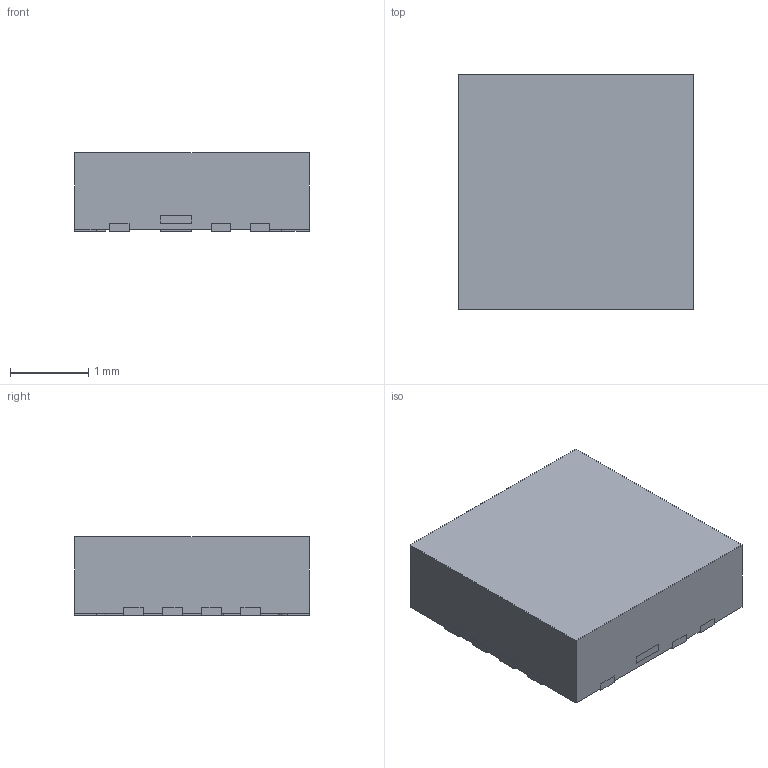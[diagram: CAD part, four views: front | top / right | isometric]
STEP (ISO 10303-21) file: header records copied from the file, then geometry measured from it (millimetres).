
FILE_DESCRIPTION((''),'2;1');
FILE_NAME('RPA0010A_ASM','2019-11-15T07:50:12',('a0412086'),(''),'CREO PARAMETRIC BY PTC INC, 2018020','CREO PARAMETRIC BY PTC INC, 2018020','');
FILE_SCHEMA(('AUTOMOTIVE_DESIGN { 1 0 10303 214 1 1 1 1 }'));
Length unit declared in the file: millimetre
Products named in the file (3): FRAME; MOLD; RPA0010A_ASM
Assembly tree (2 placements, depth 2):
  RPA0010A_ASM
    FRAME
    MOLD
Bounding box: 3 x 3 x 1 mm (x, y, z)
Volume: 8.8 mm3; surface area: 39.4 mm2
Topology: 13 solids, 13 shells, 158 faces, 390 edges, 260 vertices
Faces by surface type: plane 140, cylinder 18
Entity records: 6131 total; most frequent: CARTESIAN_POINT 820, ORIENTED_EDGE 780, DIRECTION 752, PRESENTATION_STYLE_ASSIGNMENT 417, STYLED_ITEM 403, CURVE_STYLE 390, EDGE_CURVE 390, VECTOR 354
